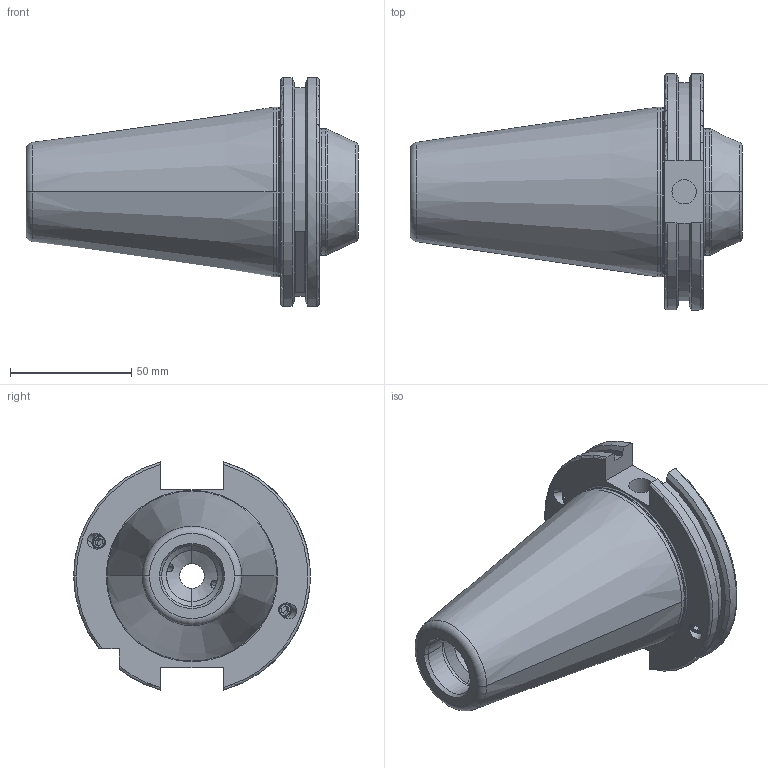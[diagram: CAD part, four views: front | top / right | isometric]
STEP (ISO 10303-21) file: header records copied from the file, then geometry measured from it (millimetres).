
FILE_DESCRIPTION (( 'STEP AP203' ), '1' );
FILE_NAME ('91506-WE720035.STEP', '2022-07-07T05:20:37', ( '' ), ( '' ), 'SwSTEP 2.0', 'SolidWorks 2018', '' );
FILE_SCHEMA (( 'CONFIG_CONTROL_DESIGN' ));
Length unit declared in the file: millimetre
Products named in the file (6): SK50EM20035FWW; GS-M4X4_DIN 913 - M4 x 4-N; M6X6_DIN 913 - M6 x 6-N; GS-M14X25; 91506-WE720035
Assembly tree (7 placements, depth 3):
  91506-WE720035
    SK50EM20035FWW
      SK50EM20035FWW
      GS-M4X4_DIN 913 - M4 x 4-N  x2
      M6X6_DIN 913 - M6 x 6-N  x2
      GS-M14X25
Bounding box: 136.75 x 97.5 x 94.05 mm (x, y, z)
Volume: 345816.5 mm3; surface area: 50771.5 mm2
Topology: 6 solids, 6 shells, 279 faces, 692 edges, 433 vertices
Faces by surface type: cone 96, plane 81, cylinder 80, torus 22
Entity records: 7559 total; most frequent: CARTESIAN_POINT 1629, DIRECTION 1171, ORIENTED_EDGE 1072, EDGE_CURVE 536, AXIS2_PLACEMENT_3D 469, VERTEX_POINT 337, CIRCLE 241, EDGE_LOOP 239
